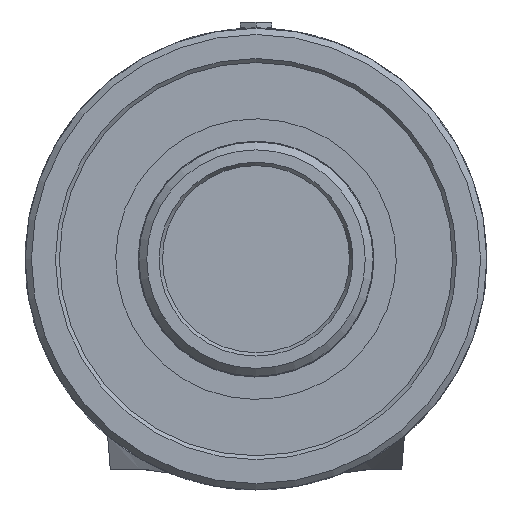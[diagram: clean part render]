
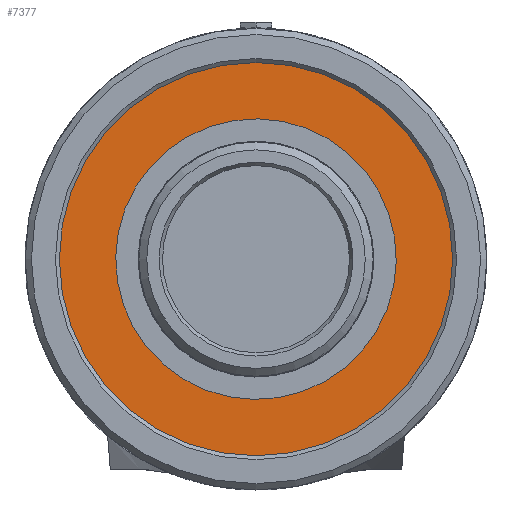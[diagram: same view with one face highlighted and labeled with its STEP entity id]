
A CAD part, left-side view. The second image highlights one B-rep face of the part: STEP entity #7377.
In plain terms, the highlighted planar face has unit normal (-1, 0, 0).
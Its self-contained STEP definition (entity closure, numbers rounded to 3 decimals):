
#1352=FACE_BOUND('',#2319,.T.);
#1392=CIRCLE('',#7843,50.04);
#1393=CIRCLE('',#7844,35.);
#1679=PLANE('',#7842);
#1876=FACE_OUTER_BOUND('',#2318,.T.);
#2318=EDGE_LOOP('',(#5009));
#2319=EDGE_LOOP('',(#5010));
#3101=VERTEX_POINT('',#10519);
#3102=VERTEX_POINT('',#10521);
#3856=EDGE_CURVE('',#3101,#3101,#1392,.T.);
#3857=EDGE_CURVE('',#3102,#3102,#1393,.T.);
#5009=ORIENTED_EDGE('',*,*,#3856,.F.);
#5010=ORIENTED_EDGE('',*,*,#3857,.F.);
#7377=ADVANCED_FACE('',(#1876,#1352),#1679,.T.);
#7842=AXIS2_PLACEMENT_3D('',#10518,#8564,#8565);
#7843=AXIS2_PLACEMENT_3D('',#10520,#8566,#8567);
#7844=AXIS2_PLACEMENT_3D('',#10522,#8568,#8569);
#8564=DIRECTION('center_axis',(-1.,0.,0.));
#8565=DIRECTION('ref_axis',(0.,0.,1.));
#8566=DIRECTION('center_axis',(1.,0.,0.));
#8567=DIRECTION('ref_axis',(0.,0.,-1.));
#8568=DIRECTION('center_axis',(-1.,0.,0.));
#8569=DIRECTION('ref_axis',(0.,-1.,0.));
#10518=CARTESIAN_POINT('Origin',(70.181,0.,26.659));
#10519=CARTESIAN_POINT('',(70.181,0.,50.04));
#10520=CARTESIAN_POINT('Origin',(70.181,0.,
0.));
#10521=CARTESIAN_POINT('',(70.181,35.,0.));
#10522=CARTESIAN_POINT('Origin',(70.181,0.,0.));
